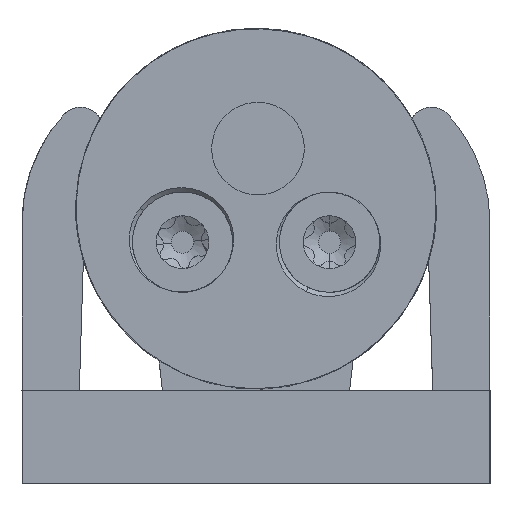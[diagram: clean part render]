
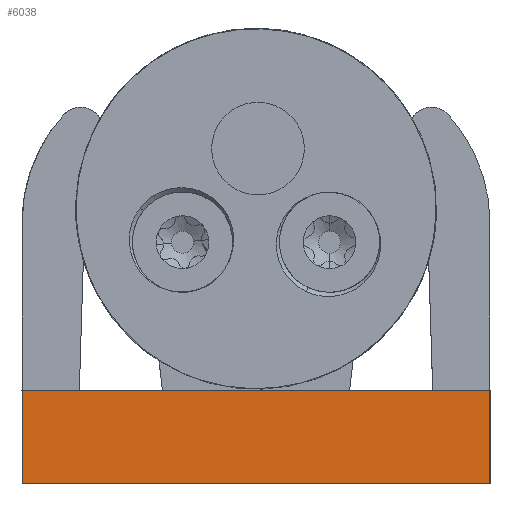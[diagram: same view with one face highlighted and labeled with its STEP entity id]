
A CAD part, front view. The second image highlights one B-rep face of the part: STEP entity #6038.
In plain terms, the highlighted planar face has unit normal (0, -1, 0).
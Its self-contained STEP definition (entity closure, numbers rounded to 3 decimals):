
#6025=AXIS2_PLACEMENT_3D('Plane Axis2P3D',#6022,#6023,#6024) ;
#3192=CARTESIAN_POINT('Vertex',(0.003,0.,7.)) ;
#3220=CARTESIAN_POINT('Vertex',(0.003,0.,0.)) ;
#3223=CARTESIAN_POINT('Line Origine',(0.003,0.,3.5)) ;
#3244=CARTESIAN_POINT('Line Origine',(17.503,0.,7.)) ;
#3248=CARTESIAN_POINT('Vertex',(35.003,0.,7.)) ;
#5289=CARTESIAN_POINT('Line Origine',(35.003,0.,3.5)) ;
#5293=CARTESIAN_POINT('Vertex',(35.003,0.,0.)) ;
#6022=CARTESIAN_POINT('Axis2P3D Location',(-0.017,0.,-0.02)) ;
#6027=CARTESIAN_POINT('Line Origine',(17.503,0.,0.)) ;
#3224=DIRECTION('Vector Direction',(0.,0.,1.)) ;
#3245=DIRECTION('Vector Direction',(1.,0.,0.)) ;
#5290=DIRECTION('Vector Direction',(0.,0.,1.)) ;
#6023=DIRECTION('Axis2P3D Direction',(0.,-1.,0.)) ;
#6024=DIRECTION('Axis2P3D XDirection',(1.,0.,0.)) ;
#6028=DIRECTION('Vector Direction',(-1.,0.,0.)) ;
#3225=VECTOR('Line Direction',#3224,1.) ;
#3246=VECTOR('Line Direction',#3245,1.) ;
#5291=VECTOR('Line Direction',#5290,1.) ;
#6029=VECTOR('Line Direction',#6028,1.) ;
#6033=ORIENTED_EDGE('',*,*,#5295,.T.) ;
#6034=ORIENTED_EDGE('',*,*,#3250,.F.) ;
#6035=ORIENTED_EDGE('',*,*,#3227,.F.) ;
#6036=ORIENTED_EDGE('',*,*,#6031,.T.) ;
#6038=ADVANCED_FACE('Hauptkoerper',(#6037),#6026,.T.) ;
#3227=EDGE_CURVE('',#3221,#3193,#3226,.T.) ;
#3250=EDGE_CURVE('',#3193,#3249,#3247,.T.) ;
#5295=EDGE_CURVE('',#5294,#3249,#5292,.T.) ;
#6031=EDGE_CURVE('',#3221,#5294,#6030,.F.) ;
#6032=EDGE_LOOP('',(#6033,#6034,#6035,#6036)) ;
#6037=FACE_OUTER_BOUND('',#6032,.T.) ;
#3226=LINE('Line',#3223,#3225) ;
#3247=LINE('Line',#3244,#3246) ;
#5292=LINE('Line',#5289,#5291) ;
#6030=LINE('Line',#6027,#6029) ;
#6026=PLANE('',#6025) ;
#3193=VERTEX_POINT('',#3192) ;
#3221=VERTEX_POINT('',#3220) ;
#3249=VERTEX_POINT('',#3248) ;
#5294=VERTEX_POINT('',#5293) ;
